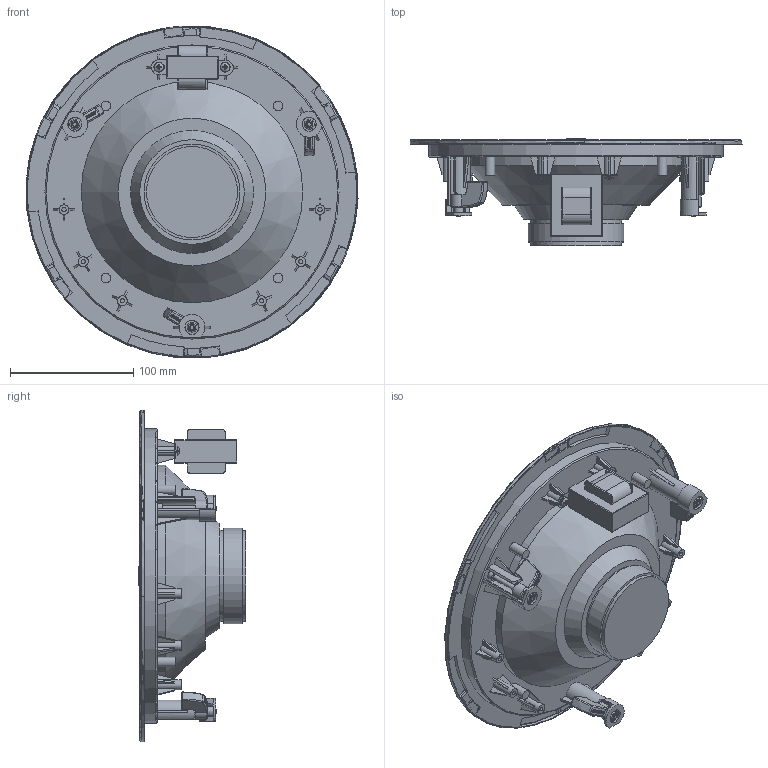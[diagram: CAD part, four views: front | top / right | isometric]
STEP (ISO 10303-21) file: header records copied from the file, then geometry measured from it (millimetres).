
FILE_DESCRIPTION(/* description */ (''),/* implementation_level */ '2;1');
FILE_NAME(/* name */ 'AUDAC-CIRA8.stp',/* time_stamp */ '2021-03-01T08:46:50+01:00',/* author */ ('kamiel'),/* organization */ (''),/* preprocessor_version */ 'ST-DEVELOPER v18.1',/* originating_system */ 'Autodesk Inventor 2021',/* authorisation */ '');
FILE_SCHEMA (('AUTOMOTIVE_DESIGN { 1 0 10303 214 3 1 1 }'));
Length unit declared in the file: millimetre
Products named in the file (1): AUDAC-CIRA8
Bounding box: 269.8 x 87.3 x 269.71 mm (x, y, z)
Volume: 1678972 mm3; surface area: 213234.7 mm2
Topology: 5 solids, 17 shells, 1387 faces, 3756 edges, 2466 vertices
Faces by surface type: plane 776, cylinder 306, bspline 217, cone 49, torus 33, sphere 6
Full cylindrical faces by diameter (mm): 1.5 x6, 1.8 x6, 3.4 x11, 3.571 x3, 3.9 x4, 4 x3, 4.2 x1, 4.5 x3, 7.5 x3, 7.9 x6, 8 x7, 9 x3, 11.5 x3, 74 x2, 78 x1, 180 x1, 239 x1, 268.8 x1, 270 x1
Entity records: 55800 total; most frequent: CARTESIAN_POINT 21467, ORIENTED_EDGE 7500, DIRECTION 6718, EDGE_CURVE 3750, VERTEX_POINT 2466, AXIS2_PLACEMENT_3D 2382, LINE 1954, VECTOR 1954
